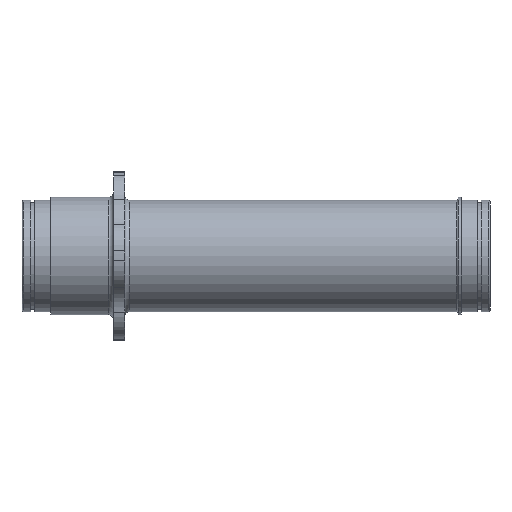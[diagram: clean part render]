
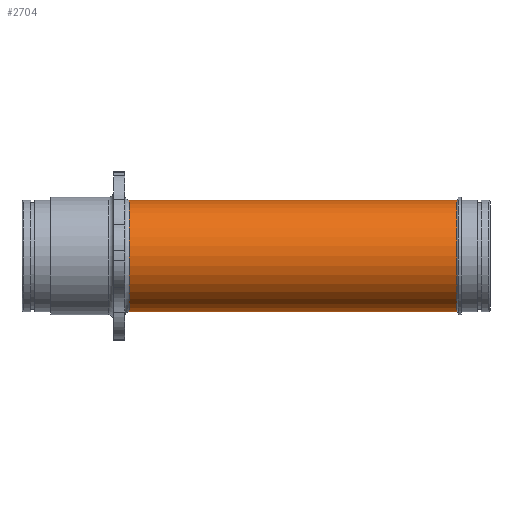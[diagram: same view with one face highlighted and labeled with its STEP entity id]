
A CAD part, top view. The second image highlights one B-rep face of the part: STEP entity #2704.
In plain terms, the highlighted cylindrical face has radius 35 mm (diameter 70 mm), a partial arc.
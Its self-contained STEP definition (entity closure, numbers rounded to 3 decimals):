
#939=CARTESIAN_POINT('Axis2P3D Location',(0.,0.,0.)) ;
#2557=CARTESIAN_POINT('Vertex',(126.,-35.,0.)) ;
#2559=CARTESIAN_POINT('Vertex',(126.,35.,0.)) ;
#2584=CARTESIAN_POINT('Axis2P3D Location',(126.,0.,0.)) ;
#2667=CARTESIAN_POINT('Line Origine',(23.25,35.,0.)) ;
#2671=CARTESIAN_POINT('Vertex',(-79.5,35.,0.)) ;
#2674=CARTESIAN_POINT('Line Origine',(23.25,-35.,0.)) ;
#2678=CARTESIAN_POINT('Vertex',(-79.5,-35.,0.)) ;
#2693=CARTESIAN_POINT('Axis2P3D Location',(-79.5,0.,0.)) ;
#940=DIRECTION('Axis2P3D Direction',(1.,0.,0.)) ;
#941=DIRECTION('Axis2P3D XDirection',(0.,1.,0.)) ;
#2585=DIRECTION('Axis2P3D Direction',(-1.,-0.,0.)) ;
#2668=DIRECTION('Vector Direction',(1.,0.,0.)) ;
#2675=DIRECTION('Vector Direction',(1.,0.,0.)) ;
#2694=DIRECTION('Axis2P3D Direction',(1.,0.,0.)) ;
#942=AXIS2_PLACEMENT_3D('Cylinder Axis2P3D',#939,#940,#941) ;
#2586=AXIS2_PLACEMENT_3D('Circle Axis2P3D',#2584,#2585,$) ;
#2695=AXIS2_PLACEMENT_3D('Circle Axis2P3D',#2693,#2694,$) ;
#2699=ORIENTED_EDGE('',*,*,#2680,.T.) ;
#2700=ORIENTED_EDGE('',*,*,#2588,.F.) ;
#2701=ORIENTED_EDGE('',*,*,#2673,.F.) ;
#2702=ORIENTED_EDGE('',*,*,#2697,.F.) ;
#2669=VECTOR('Line Direction',#2668,1.) ;
#2676=VECTOR('Line Direction',#2675,1.) ;
#2704=ADVANCED_FACE('PartBody',(#2703),#943,.T.) ;
#2587=CIRCLE('generated circle',#2586,35.) ;
#2696=CIRCLE('generated circle',#2695,35.) ;
#943=CYLINDRICAL_SURFACE('generated cylinder',#942,35.) ;
#2588=EDGE_CURVE('',#2560,#2558,#2587,.F.) ;
#2673=EDGE_CURVE('',#2672,#2560,#2670,.T.) ;
#2680=EDGE_CURVE('',#2679,#2558,#2677,.T.) ;
#2697=EDGE_CURVE('',#2679,#2672,#2696,.F.) ;
#2698=EDGE_LOOP('',(#2699,#2700,#2701,#2702)) ;
#2703=FACE_OUTER_BOUND('',#2698,.T.) ;
#2670=LINE('Line',#2667,#2669) ;
#2677=LINE('Line',#2674,#2676) ;
#2558=VERTEX_POINT('',#2557) ;
#2560=VERTEX_POINT('',#2559) ;
#2672=VERTEX_POINT('',#2671) ;
#2679=VERTEX_POINT('',#2678) ;
